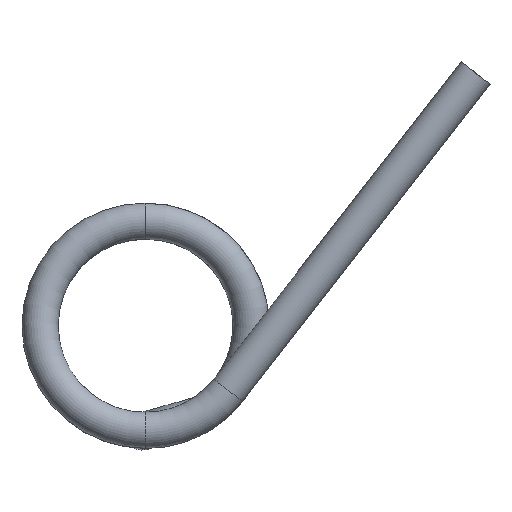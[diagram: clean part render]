
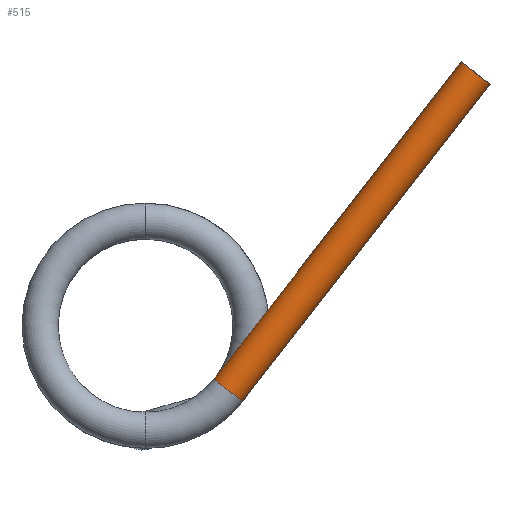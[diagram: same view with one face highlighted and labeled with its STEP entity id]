
A CAD part, left-side view. The second image highlights one B-rep face of the part: STEP entity #515.
In plain terms, the highlighted cylindrical face has radius 4.5 mm (diameter 9 mm), a partial arc.
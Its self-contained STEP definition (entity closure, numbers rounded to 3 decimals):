
#79 = EDGE_LOOP ( 'NONE', ( #516, #643, #1709, #786 ) ) ;
#88 = DIRECTION ( 'NONE',  ( 0., 0.616, -0.788 ) ) ;
#226 = DIRECTION ( 'NONE',  ( 0., 0.616, -0.788 ) ) ;
#444 = CYLINDRICAL_SURFACE ( 'NONE', #1863, 4.5 ) ;
#454 = DIRECTION ( 'NONE',  ( -1., 0., 0. ) ) ;
#488 = FACE_OUTER_BOUND ( 'NONE', #79, .T. ) ;
#515 = ADVANCED_FACE ( 'NONE', ( #488 ), #444, .T. ) ;
#516 = ORIENTED_EDGE ( 'NONE', *, *, #640, .F. ) ;
#579 = LINE ( 'NONE', #1435, #3467 ) ;
#640 = EDGE_CURVE ( 'NONE', #2012, #1794, #579, .T. ) ;
#643 = ORIENTED_EDGE ( 'NONE', *, *, #680, .T. ) ;
#680 = EDGE_CURVE ( 'NONE', #2012, #2778, #3509, .T. ) ;
#786 = ORIENTED_EDGE ( 'NONE', *, *, #3649, .F. ) ;
#1006 = DIRECTION ( 'NONE',  ( 0., 0.616, -0.788 ) ) ;
#1097 = DIRECTION ( 'NONE',  ( 0., 0.616, -0.788 ) ) ;
#1106 = VERTEX_POINT ( 'NONE', #2649 ) ;
#1108 = CARTESIAN_POINT ( 'NONE',  ( -9.922, -78.508, 65.565 ) ) ;
#1168 = AXIS2_PLACEMENT_3D ( 'NONE', #1792, #88, #1242 ) ;
#1242 = DIRECTION ( 'NONE',  ( -1., 0., 0. ) ) ;
#1327 = LINE ( 'NONE', #3027, #1769 ) ;
#1435 = CARTESIAN_POINT ( 'NONE',  ( -9.922, -85.6, 60.024 ) ) ;
#1569 = EDGE_CURVE ( 'NONE', #2778, #1106, #1327, .T. ) ;
#1668 = AXIS2_PLACEMENT_3D ( 'NONE', #2954, #1006, #454 ) ;
#1691 = CARTESIAN_POINT ( 'NONE',  ( -9.922, -24.034, -18.777 ) ) ;
#1709 = ORIENTED_EDGE ( 'NONE', *, *, #1569, .T. ) ;
#1747 = DIRECTION ( 'NONE',  ( 0., 0.616, -0.788 ) ) ;
#1769 = VECTOR ( 'NONE', #226, 1000. ) ;
#1792 = CARTESIAN_POINT ( 'NONE',  ( -9.922, -82.054, 62.794 ) ) ;
#1794 = VERTEX_POINT ( 'NONE', #1691 ) ;
#1830 = CARTESIAN_POINT ( 'NONE',  ( -9.922, -85.6, 60.024 ) ) ;
#1863 = AXIS2_PLACEMENT_3D ( 'NONE', #3424, #1097, #2853 ) ;
#2012 = VERTEX_POINT ( 'NONE', #1830 ) ;
#2649 = CARTESIAN_POINT ( 'NONE',  ( -9.922, -16.942, -13.237 ) ) ;
#2704 = CIRCLE ( 'NONE', #1668, 4.5 ) ;
#2778 = VERTEX_POINT ( 'NONE', #1108 ) ;
#2853 = DIRECTION ( 'NONE',  ( 0., 0.788, 0.616 ) ) ;
#2954 = CARTESIAN_POINT ( 'NONE',  ( -9.922, -20.488, -16.007 ) ) ;
#3027 = CARTESIAN_POINT ( 'NONE',  ( -9.922, -78.508, 65.565 ) ) ;
#3424 = CARTESIAN_POINT ( 'NONE',  ( -9.922, -82.054, 62.794 ) ) ;
#3467 = VECTOR ( 'NONE', #1747, 1000. ) ;
#3509 = CIRCLE ( 'NONE', #1168, 4.5 ) ;
#3649 = EDGE_CURVE ( 'NONE', #1794, #1106, #2704, .T. ) ;
